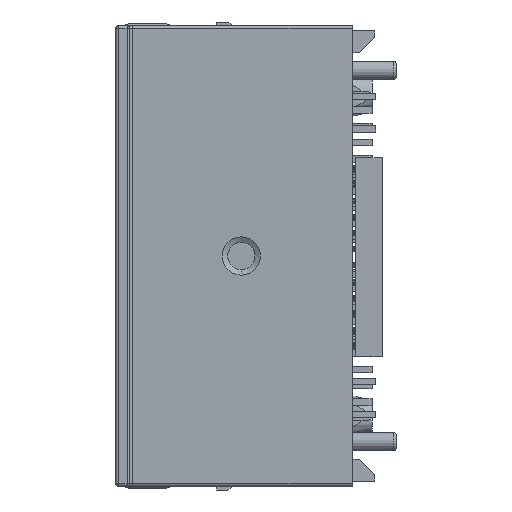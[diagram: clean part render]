
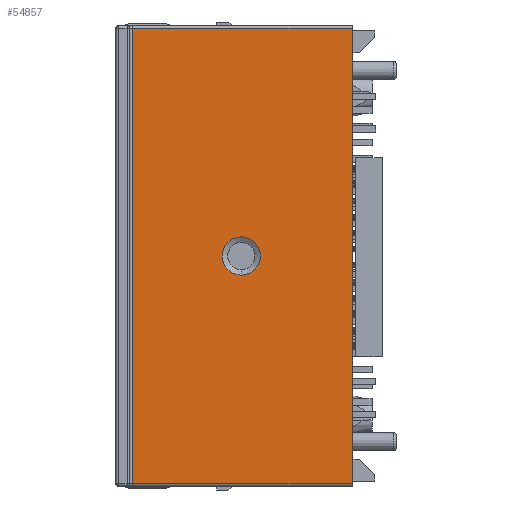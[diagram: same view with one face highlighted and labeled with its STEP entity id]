
A CAD part, front view. The second image highlights one B-rep face of the part: STEP entity #54857.
In plain terms, the highlighted planar face has unit normal (0, -1, 0).
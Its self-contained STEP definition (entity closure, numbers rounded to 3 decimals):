
#13233=DIRECTION('',(0.,0.,1.));
#13234=VECTOR('',#13233,35.7);
#13235=CARTESIAN_POINT('',(-15.45,-9.7,7.9));
#13236=LINE('',#13235,#13234);
#13711=DIRECTION('',(-1.,0.,0.));
#13712=VECTOR('',#13711,17.25);
#13713=CARTESIAN_POINT('',(-15.45,-9.7,43.6));
#13714=LINE('',#13713,#13712);
#13723=DIRECTION('',(1.,0.,0.));
#13724=VECTOR('',#13723,17.25);
#13725=CARTESIAN_POINT('',(-32.7,-9.7,7.9));
#13726=LINE('',#13725,#13724);
#13798=DIRECTION('',(0.,0.,-1.));
#13799=VECTOR('',#13798,35.7);
#13800=CARTESIAN_POINT('',(-32.7,-9.7,43.6));
#13801=LINE('',#13800,#13799);
#13849=CARTESIAN_POINT('',(-24.15,-9.7,25.75));
#13850=DIRECTION('',(0.,1.,0.));
#13851=DIRECTION('',(0.,0.,-1.));
#13852=AXIS2_PLACEMENT_3D('',#13849,#13850,#13851);
#13869=CARTESIAN_POINT('',(-24.15,-9.7,25.75));
#13870=DIRECTION('',(0.,1.,0.));
#13871=DIRECTION('',(0.,0.,1.));
#13872=AXIS2_PLACEMENT_3D('',#13869,#13870,#13871);
#33482=CARTESIAN_POINT('',(-15.45,-9.7,7.9));
#33483=VERTEX_POINT('',#33482);
#33484=CARTESIAN_POINT('',(-15.45,-9.7,43.6));
#33485=VERTEX_POINT('',#33484);
#33566=CARTESIAN_POINT('',(-32.7,-9.7,43.6));
#33567=VERTEX_POINT('',#33566);
#33568=CARTESIAN_POINT('',(-32.7,-9.7,7.9));
#33569=VERTEX_POINT('',#33568);
#33570=CARTESIAN_POINT('',(-24.15,-9.7,24.25));
#33571=CARTESIAN_POINT('',(-24.15,-9.7,27.25));
#33572=VERTEX_POINT('',#33570);
#33573=VERTEX_POINT('',#33571);
#54838=CARTESIAN_POINT('',(-24.075,-9.7,25.75));
#54839=DIRECTION('',(0.,1.,0.));
#54840=DIRECTION('',(0.,0.,1.));
#54841=AXIS2_PLACEMENT_3D('',#54838,#54839,#54840);
#54842=PLANE('',#54841);
#54843=ORIENTED_EDGE('',*,*,#54830,.F.);
#54844=ORIENTED_EDGE('',*,*,#54256,.F.);
#54846=ORIENTED_EDGE('',*,*,#54845,.F.);
#54848=ORIENTED_EDGE('',*,*,#54847,.F.);
#54849=EDGE_LOOP('',(#54843,#54844,#54846,#54848));
#54850=FACE_OUTER_BOUND('',#54849,.F.);
#54852=ORIENTED_EDGE('',*,*,#54851,.F.);
#54854=ORIENTED_EDGE('',*,*,#54853,.F.);
#54855=EDGE_LOOP('',(#54852,#54854));
#54856=FACE_BOUND('',#54855,.F.);
#54857=ADVANCED_FACE('',(#54850,#54856),#54842,.F.);
#13853=CIRCLE('',#13852,1.5);
#13873=CIRCLE('',#13872,1.5);
#54256=EDGE_CURVE('',#33483,#33485,#13236,.T.);
#54830=EDGE_CURVE('',#33485,#33567,#13714,.T.);
#54845=EDGE_CURVE('',#33569,#33483,#13726,.T.);
#54847=EDGE_CURVE('',#33567,#33569,#13801,.T.);
#54851=EDGE_CURVE('',#33572,#33573,#13853,.T.);
#54853=EDGE_CURVE('',#33573,#33572,#13873,.T.);
